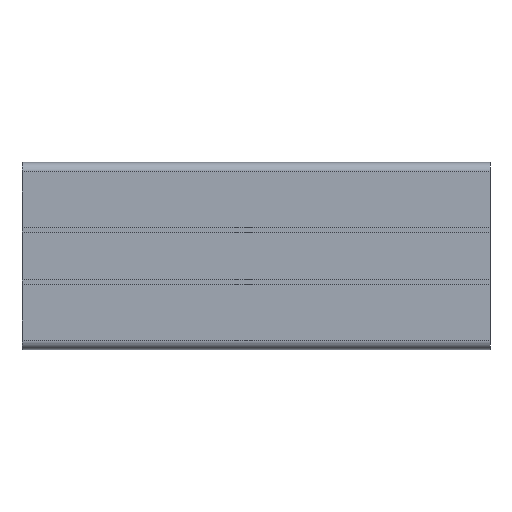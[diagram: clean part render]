
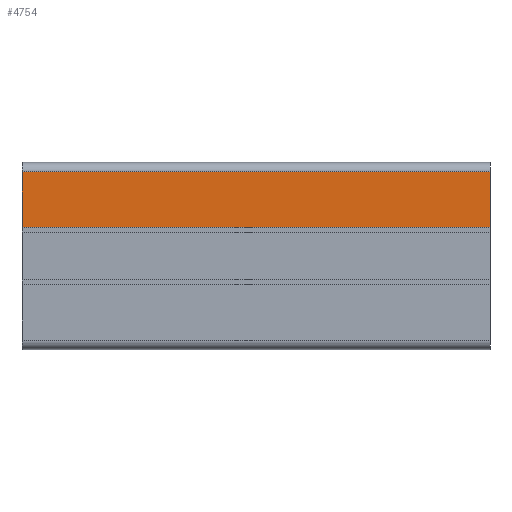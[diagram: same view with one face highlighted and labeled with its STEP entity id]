
A CAD part, left-side view. The second image highlights one B-rep face of the part: STEP entity #4754.
In plain terms, the highlighted planar face has unit normal (-1, 0, 0).
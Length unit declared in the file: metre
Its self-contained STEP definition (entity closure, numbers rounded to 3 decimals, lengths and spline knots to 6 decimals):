
#316=FACE_OUTER_BOUND('',#550,.T.);
#550=EDGE_LOOP('',(#3643,#3644,#3645,#3646));
#1066=LINE('',#7375,#1674);
#1067=LINE('',#7378,#1675);
#1068=LINE('',#7380,#1676);
#1069=LINE('',#7381,#1677);
#1674=VECTOR('',#6007,0.1);
#1675=VECTOR('',#6010,0.0119);
#1676=VECTOR('',#6011,0.0119);
#1677=VECTOR('',#6012,0.1);
#2169=VERTEX_POINT('',#7371);
#2170=VERTEX_POINT('',#7373);
#2171=VERTEX_POINT('',#7377);
#2172=VERTEX_POINT('',#7379);
#2790=EDGE_CURVE('',#2170,#2169,#1066,.T.);
#2791=EDGE_CURVE('',#2171,#2169,#1067,.T.);
#2792=EDGE_CURVE('',#2172,#2170,#1068,.T.);
#2793=EDGE_CURVE('',#2172,#2171,#1069,.T.);
#3643=ORIENTED_EDGE('',*,*,#2791,.T.);
#3644=ORIENTED_EDGE('',*,*,#2790,.F.);
#3645=ORIENTED_EDGE('',*,*,#2792,.F.);
#3646=ORIENTED_EDGE('',*,*,#2793,.T.);
#4542=PLANE('',#5055);
#4754=ADVANCED_FACE('',(#316),#4542,.F.);
#5055=AXIS2_PLACEMENT_3D('',#7376,#6008,#6009);
#6007=DIRECTION('',(0.,1.,0.));
#6008=DIRECTION('center_axis',(1.,0.,0.));
#6009=DIRECTION('ref_axis',(0.,0.,-1.));
#6010=DIRECTION('',(0.,0.,-1.));
#6011=DIRECTION('',(0.,0.,-1.));
#6012=DIRECTION('',(0.,1.,0.));
#7371=CARTESIAN_POINT('',(1.045042,0.685355,0.0281));
#7373=CARTESIAN_POINT('',(1.045042,0.585355,0.0281));
#7375=CARTESIAN_POINT('',(1.045042,0.585355,0.0281));
#7376=CARTESIAN_POINT('Origin',(1.045042,-0.314645,0.0281));
#7377=CARTESIAN_POINT('',(1.045042,0.685355,0.04));
#7378=CARTESIAN_POINT('',(1.045042,0.685355,0.04));
#7379=CARTESIAN_POINT('',(1.045042,0.585355,0.04));
#7380=CARTESIAN_POINT('',(1.045042,0.585355,0.04));
#7381=CARTESIAN_POINT('',(1.045042,0.585355,0.04));
